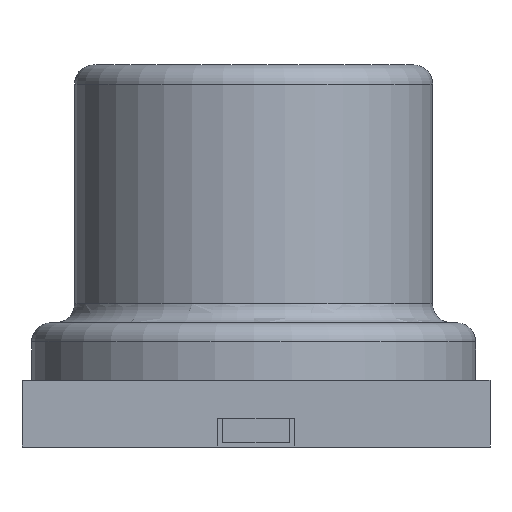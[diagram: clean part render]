
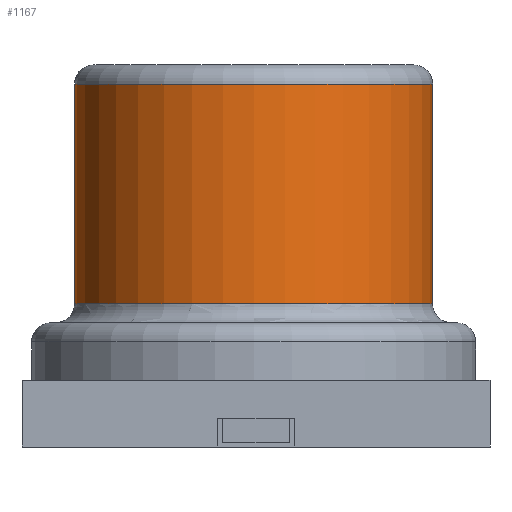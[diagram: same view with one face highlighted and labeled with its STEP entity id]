
A CAD part, left-side view. The second image highlights one B-rep face of the part: STEP entity #1167.
In plain terms, the highlighted cylindrical face has radius 1.875 mm (diameter 3.75 mm), a partial arc.
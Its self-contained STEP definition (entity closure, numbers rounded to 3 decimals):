
#21 = LINE ( 'NONE', #1762, #2390 ) ;
#65 = AXIS2_PLACEMENT_3D ( 'NONE', #1562, #1521, #1529 ) ;
#183 = VECTOR ( 'NONE', #960, 1000. ) ;
#291 = EDGE_LOOP ( 'NONE', ( #736, #2249, #1700, #2113 ) ) ;
#297 = CARTESIAN_POINT ( 'NONE',  ( -1.85, 3.075, 1.5 ) ) ;
#311 = CARTESIAN_POINT ( 'NONE',  ( 0.025, 3.075, 1.5 ) ) ;
#399 = DIRECTION ( 'NONE',  ( 0., 0., 1. ) ) ;
#403 = DIRECTION ( 'NONE',  ( 0., -1., 0. ) ) ;
#417 = VERTEX_POINT ( 'NONE', #693 ) ;
#421 = EDGE_CURVE ( 'NONE', #588, #1477, #1173, .T. ) ;
#580 = DIRECTION ( 'NONE',  ( 0., 0., -1. ) ) ;
#588 = VERTEX_POINT ( 'NONE', #593 ) ;
#593 = CARTESIAN_POINT ( 'NONE',  ( -1.85, 3.075, 3.8 ) ) ;
#680 = DIRECTION ( 'NONE',  ( 0., 0., -1. ) ) ;
#693 = CARTESIAN_POINT ( 'NONE',  ( 1.9, 3.075, 1.5 ) ) ;
#736 = ORIENTED_EDGE ( 'NONE', *, *, #2413, .T. ) ;
#778 = CARTESIAN_POINT ( 'NONE',  ( 1.9, 3.075, 3.8 ) ) ;
#957 = CARTESIAN_POINT ( 'NONE',  ( -1.85, 3.075, 4. ) ) ;
#960 = DIRECTION ( 'NONE',  ( 0., 0., 1. ) ) ;
#998 = VERTEX_POINT ( 'NONE', #297 ) ;
#1115 = CARTESIAN_POINT ( 'NONE',  ( 0.025, 3.075, 3.8 ) ) ;
#1167 = ADVANCED_FACE ( 'NONE', ( #2289 ), #2213, .T. ) ;
#1173 = CIRCLE ( 'NONE', #2000, 1.875 ) ;
#1299 = CIRCLE ( 'NONE', #2089, 1.875 ) ;
#1360 = LINE ( 'NONE', #957, #183 ) ;
#1477 = VERTEX_POINT ( 'NONE', #778 ) ;
#1521 = DIRECTION ( 'NONE',  ( 0., 0., -1. ) ) ;
#1529 = DIRECTION ( 'NONE',  ( -1., 0., 0. ) ) ;
#1562 = CARTESIAN_POINT ( 'NONE',  ( 0.025, 3.075, 4. ) ) ;
#1700 = ORIENTED_EDGE ( 'NONE', *, *, #2207, .T. ) ;
#1762 = CARTESIAN_POINT ( 'NONE',  ( 1.9, 3.075, 4. ) ) ;
#2000 = AXIS2_PLACEMENT_3D ( 'NONE', #1115, #680, #2262 ) ;
#2089 = AXIS2_PLACEMENT_3D ( 'NONE', #311, #399, #403 ) ;
#2113 = ORIENTED_EDGE ( 'NONE', *, *, #2301, .T. ) ;
#2207 = EDGE_CURVE ( 'NONE', #1477, #417, #21, .T. ) ;
#2213 = CYLINDRICAL_SURFACE ( 'NONE', #65, 1.875 ) ;
#2249 = ORIENTED_EDGE ( 'NONE', *, *, #421, .T. ) ;
#2262 = DIRECTION ( 'NONE',  ( -1., 0., 0. ) ) ;
#2289 = FACE_OUTER_BOUND ( 'NONE', #291, .T. ) ;
#2301 = EDGE_CURVE ( 'NONE', #417, #998, #1299, .T. ) ;
#2390 = VECTOR ( 'NONE', #580, 1000. ) ;
#2413 = EDGE_CURVE ( 'NONE', #998, #588, #1360, .T. ) ;
